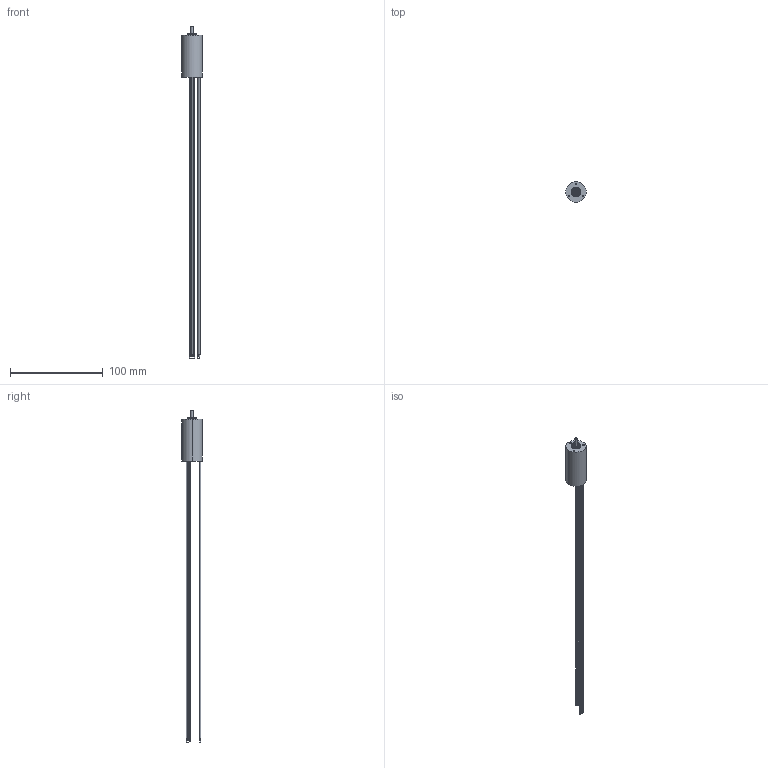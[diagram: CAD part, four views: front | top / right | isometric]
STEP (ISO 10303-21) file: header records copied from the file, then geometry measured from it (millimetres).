
FILE_DESCRIPTION (( 'STEP AP203' ), '1' );
FILE_NAME ('22ECP45.STEP', '2016-02-25T09:19:18', ( '' ), ( '' ), 'SwSTEP 2.0', 'SolidWorks 2010', '' );
FILE_SCHEMA (( 'CONFIG_CONTROL_DESIGN' ));
Length unit declared in the file: millimetre
Products named in the file (1): 22ECP45
Bounding box: 22 x 22.15 x 357.4 mm (x, y, z)
Volume: 19453.3 mm3; surface area: 12718.4 mm2
Topology: 1 solids, 3 shells, 140 faces, 302 edges, 191 vertices
Faces by surface type: cylinder 75, plane 35, torus 18, cone 12
Entity records: 3971 total; most frequent: DIRECTION 764, CARTESIAN_POINT 692, ORIENTED_EDGE 592, AXIS2_PLACEMENT_3D 335, EDGE_CURVE 296, CIRCLE 194, VERTEX_POINT 191, EDGE_LOOP 173
